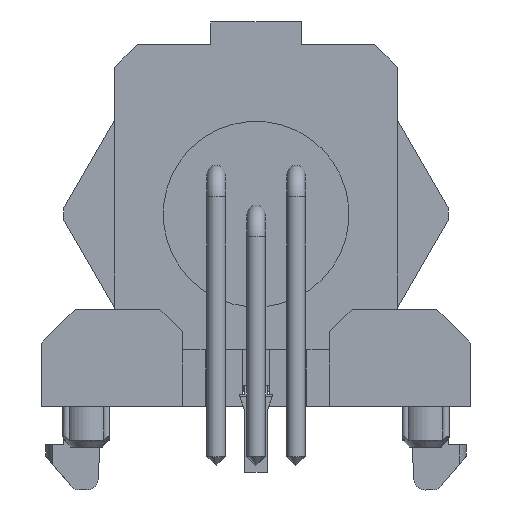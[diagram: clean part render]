
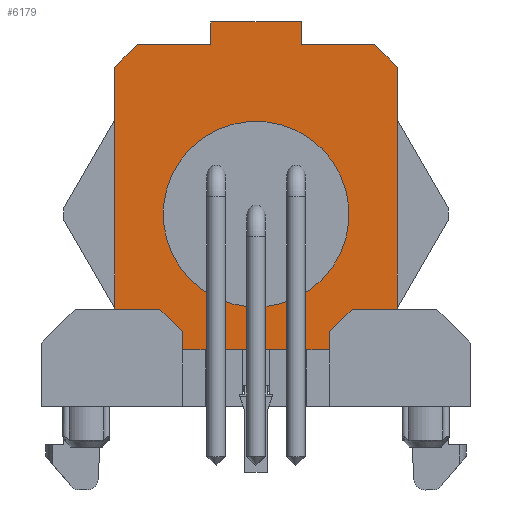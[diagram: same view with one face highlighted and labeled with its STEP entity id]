
A CAD part, front view. The second image highlights one B-rep face of the part: STEP entity #6179.
In plain terms, the highlighted planar face has unit normal (0, -1, 0).
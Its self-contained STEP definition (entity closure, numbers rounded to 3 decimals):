
#5551 = VERTEX_POINT('',#5552);
#5552 = CARTESIAN_POINT('',(-2.311,6.762,8.097
    ));
#5560 = EDGE_CURVE('',#5561,#5551,#5563,.T.);
#5561 = VERTEX_POINT('',#5562);
#5562 = CARTESIAN_POINT('',(-2.311,6.762,
    8.926));
#5563 = CIRCLE('',#5564,4.107);
#5564 = AXIS2_PLACEMENT_3D('',#5565,#5566,#5567);
#5565 = CARTESIAN_POINT('',(1.775,6.762,8.511));
#5566 = DIRECTION('',(0.,1.,0.));
#5567 = DIRECTION('',(0.707,0.,-0.707)
  );
#5601 = EDGE_CURVE('',#5551,#5561,#5602,.T.);
#5602 = CIRCLE('',#5603,4.1);
#5603 = AXIS2_PLACEMENT_3D('',#5604,#5605,#5606);
#5604 = CARTESIAN_POINT('',(1.768,6.762,8.511));
#5605 = DIRECTION('',(0.,1.,0.));
#5606 = DIRECTION('',(-1.,0.,0.));
#6179 = ADVANCED_FACE('',(#6180,#6342),#6346,.T.);
#6180 = FACE_BOUND('',#6181,.T.);
#6181 = EDGE_LOOP('',(#6182,#6192,#6200,#6208,#6216,#6224,#6232,#6240,
    #6248,#6256,#6264,#6272,#6280,#6288,#6296,#6304,#6312,#6320,#6328,
    #6336));
#6182 = ORIENTED_EDGE('',*,*,#6183,.T.);
#6183 = EDGE_CURVE('',#6184,#6186,#6188,.T.);
#6184 = VERTEX_POINT('',#6185);
#6185 = CARTESIAN_POINT('',(-4.482,6.762,15.011));
#6186 = VERTEX_POINT('',#6187);
#6187 = CARTESIAN_POINT('',(-4.482,6.762,4.311));
#6188 = LINE('',#6189,#6190);
#6189 = CARTESIAN_POINT('',(-4.482,6.762,11.582));
#6190 = VECTOR('',#6191,1.);
#6191 = DIRECTION('',(0.,0.,-1.));
#6192 = ORIENTED_EDGE('',*,*,#6193,.T.);
#6193 = EDGE_CURVE('',#6186,#6194,#6196,.T.);
#6194 = VERTEX_POINT('',#6195);
#6195 = CARTESIAN_POINT('',(-2.482,6.762,4.311));
#6196 = LINE('',#6197,#6198);
#6197 = CARTESIAN_POINT('',(-2.232,6.762,4.311));
#6198 = VECTOR('',#6199,1.);
#6199 = DIRECTION('',(1.,0.,0.));
#6200 = ORIENTED_EDGE('',*,*,#6201,.T.);
#6201 = EDGE_CURVE('',#6194,#6202,#6204,.T.);
#6202 = VERTEX_POINT('',#6203);
#6203 = CARTESIAN_POINT('',(-1.482,6.762,3.311));
#6204 = LINE('',#6205,#6206);
#6205 = CARTESIAN_POINT('',(-1.88,6.762,3.709));
#6206 = VECTOR('',#6207,1.);
#6207 = DIRECTION('',(0.707,0.,-0.707)
  );
#6208 = ORIENTED_EDGE('',*,*,#6209,.T.);
#6209 = EDGE_CURVE('',#6202,#6210,#6212,.T.);
#6210 = VERTEX_POINT('',#6211);
#6211 = CARTESIAN_POINT('',(-1.482,6.762,2.511));
#6212 = LINE('',#6213,#6214);
#6213 = CARTESIAN_POINT('',(-1.482,6.762,4.082));
#6214 = VECTOR('',#6215,1.);
#6215 = DIRECTION('',(0.,0.,-1.));
#6216 = ORIENTED_EDGE('',*,*,#6217,.T.);
#6217 = EDGE_CURVE('',#6210,#6218,#6220,.T.);
#6218 = VERTEX_POINT('',#6219);
#6219 = CARTESIAN_POINT('',(-0.482,6.762,2.511));
#6220 = LINE('',#6221,#6222);
#6221 = CARTESIAN_POINT('',(1.768,6.762,2.511));
#6222 = VECTOR('',#6223,1.);
#6223 = DIRECTION('',(1.,0.,0.));
#6224 = ORIENTED_EDGE('',*,*,#6225,.T.);
#6225 = EDGE_CURVE('',#6218,#6226,#6228,.T.);
#6226 = VERTEX_POINT('',#6227);
#6227 = CARTESIAN_POINT('',(1.168,6.762,2.511));
#6228 = LINE('',#6229,#6230);
#6229 = CARTESIAN_POINT('',(1.768,6.762,2.511));
#6230 = VECTOR('',#6231,1.);
#6231 = DIRECTION('',(1.,0.,0.));
#6232 = ORIENTED_EDGE('',*,*,#6233,.T.);
#6233 = EDGE_CURVE('',#6226,#6234,#6236,.T.);
#6234 = VERTEX_POINT('',#6235);
#6235 = CARTESIAN_POINT('',(2.368,6.762,2.511));
#6236 = LINE('',#6237,#6238);
#6237 = CARTESIAN_POINT('',(1.768,6.762,2.511));
#6238 = VECTOR('',#6239,1.);
#6239 = DIRECTION('',(1.,0.,0.));
#6240 = ORIENTED_EDGE('',*,*,#6241,.T.);
#6241 = EDGE_CURVE('',#6234,#6242,#6244,.T.);
#6242 = VERTEX_POINT('',#6243);
#6243 = CARTESIAN_POINT('',(4.018,6.762,2.511));
#6244 = LINE('',#6245,#6246);
#6245 = CARTESIAN_POINT('',(1.768,6.762,2.511));
#6246 = VECTOR('',#6247,1.);
#6247 = DIRECTION('',(1.,0.,0.));
#6248 = ORIENTED_EDGE('',*,*,#6249,.T.);
#6249 = EDGE_CURVE('',#6242,#6250,#6252,.T.);
#6250 = VERTEX_POINT('',#6251);
#6251 = CARTESIAN_POINT('',(5.018,6.762,2.511));
#6252 = LINE('',#6253,#6254);
#6253 = CARTESIAN_POINT('',(1.768,6.762,2.511));
#6254 = VECTOR('',#6255,1.);
#6255 = DIRECTION('',(1.,0.,0.));
#6256 = ORIENTED_EDGE('',*,*,#6257,.T.);
#6257 = EDGE_CURVE('',#6250,#6258,#6260,.T.);
#6258 = VERTEX_POINT('',#6259);
#6259 = CARTESIAN_POINT('',(5.018,6.762,3.311));
#6260 = LINE('',#6261,#6262);
#6261 = CARTESIAN_POINT('',(5.018,6.762,4.082));
#6262 = VECTOR('',#6263,1.);
#6263 = DIRECTION('',(0.,0.,1.));
#6264 = ORIENTED_EDGE('',*,*,#6265,.T.);
#6265 = EDGE_CURVE('',#6258,#6266,#6268,.T.);
#6266 = VERTEX_POINT('',#6267);
#6267 = CARTESIAN_POINT('',(6.018,6.762,4.311));
#6268 = LINE('',#6269,#6270);
#6269 = CARTESIAN_POINT('',(5.416,6.762,3.709));
#6270 = VECTOR('',#6271,1.);
#6271 = DIRECTION('',(0.707,0.,0.707)
  );
#6272 = ORIENTED_EDGE('',*,*,#6273,.T.);
#6273 = EDGE_CURVE('',#6266,#6274,#6276,.T.);
#6274 = VERTEX_POINT('',#6275);
#6275 = CARTESIAN_POINT('',(8.018,6.762,4.311));
#6276 = LINE('',#6277,#6278);
#6277 = CARTESIAN_POINT('',(3.393,6.762,4.311));
#6278 = VECTOR('',#6279,1.);
#6279 = DIRECTION('',(1.,0.,0.));
#6280 = ORIENTED_EDGE('',*,*,#6281,.T.);
#6281 = EDGE_CURVE('',#6274,#6282,#6284,.T.);
#6282 = VERTEX_POINT('',#6283);
#6283 = CARTESIAN_POINT('',(8.018,6.762,15.011));
#6284 = LINE('',#6285,#6286);
#6285 = CARTESIAN_POINT('',(8.018,6.762,11.582));
#6286 = VECTOR('',#6287,1.);
#6287 = DIRECTION('',(0.,0.,1.));
#6288 = ORIENTED_EDGE('',*,*,#6289,.F.);
#6289 = EDGE_CURVE('',#6290,#6282,#6292,.T.);
#6290 = VERTEX_POINT('',#6291);
#6291 = CARTESIAN_POINT('',(7.018,6.762,16.011));
#6292 = LINE('',#6293,#6294);
#6293 = CARTESIAN_POINT('',(7.92,6.762,15.109));
#6294 = VECTOR('',#6295,1.);
#6295 = DIRECTION('',(0.707,0.,-0.707)
  );
#6296 = ORIENTED_EDGE('',*,*,#6297,.F.);
#6297 = EDGE_CURVE('',#6298,#6290,#6300,.T.);
#6298 = VERTEX_POINT('',#6299);
#6299 = CARTESIAN_POINT('',(3.768,6.762,16.011));
#6300 = LINE('',#6301,#6302);
#6301 = CARTESIAN_POINT('',(3.768,6.762,16.011));
#6302 = VECTOR('',#6303,1.);
#6303 = DIRECTION('',(1.,0.,0.));
#6304 = ORIENTED_EDGE('',*,*,#6305,.F.);
#6305 = EDGE_CURVE('',#6306,#6298,#6308,.T.);
#6306 = VERTEX_POINT('',#6307);
#6307 = CARTESIAN_POINT('',(3.768,6.762,17.011));
#6308 = LINE('',#6309,#6310);
#6309 = CARTESIAN_POINT('',(3.768,6.762,17.011));
#6310 = VECTOR('',#6311,1.);
#6311 = DIRECTION('',(0.,0.,-1.));
#6312 = ORIENTED_EDGE('',*,*,#6313,.F.);
#6313 = EDGE_CURVE('',#6314,#6306,#6316,.T.);
#6314 = VERTEX_POINT('',#6315);
#6315 = CARTESIAN_POINT('',(-0.232,6.762,17.011));
#6316 = LINE('',#6317,#6318);
#6317 = CARTESIAN_POINT('',(-0.232,6.762,17.011));
#6318 = VECTOR('',#6319,1.);
#6319 = DIRECTION('',(1.,0.,0.));
#6320 = ORIENTED_EDGE('',*,*,#6321,.F.);
#6321 = EDGE_CURVE('',#6322,#6314,#6324,.T.);
#6322 = VERTEX_POINT('',#6323);
#6323 = CARTESIAN_POINT('',(-0.232,6.762,16.011));
#6324 = LINE('',#6325,#6326);
#6325 = CARTESIAN_POINT('',(-0.232,6.762,16.011));
#6326 = VECTOR('',#6327,1.);
#6327 = DIRECTION('',(0.,0.,1.));
#6328 = ORIENTED_EDGE('',*,*,#6329,.F.);
#6329 = EDGE_CURVE('',#6330,#6322,#6332,.T.);
#6330 = VERTEX_POINT('',#6331);
#6331 = CARTESIAN_POINT('',(-3.482,6.762,16.011));
#6332 = LINE('',#6333,#6334);
#6333 = CARTESIAN_POINT('',(-3.482,6.762,16.011));
#6334 = VECTOR('',#6335,1.);
#6335 = DIRECTION('',(1.,0.,0.));
#6336 = ORIENTED_EDGE('',*,*,#6337,.F.);
#6337 = EDGE_CURVE('',#6184,#6330,#6338,.T.);
#6338 = LINE('',#6339,#6340);
#6339 = CARTESIAN_POINT('',(-4.482,6.762,15.011));
#6340 = VECTOR('',#6341,1.);
#6341 = DIRECTION('',(0.707,0.,0.707)
  );
#6342 = FACE_BOUND('',#6343,.T.);
#6343 = EDGE_LOOP('',(#6344,#6345));
#6344 = ORIENTED_EDGE('',*,*,#5560,.T.);
#6345 = ORIENTED_EDGE('',*,*,#5601,.T.);
#6346 = PLANE('',#6347);
#6347 = AXIS2_PLACEMENT_3D('',#6348,#6349,#6350);
#6348 = CARTESIAN_POINT('',(1.768,6.762,7.153));
#6349 = DIRECTION('',(0.,-1.,0.));
#6350 = DIRECTION('',(0.,0.,-1.));
